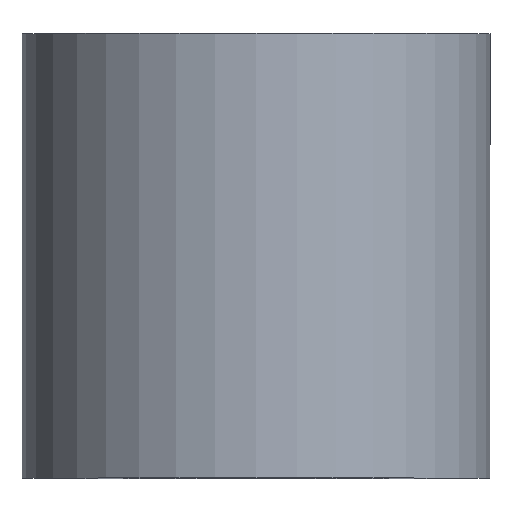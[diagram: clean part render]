
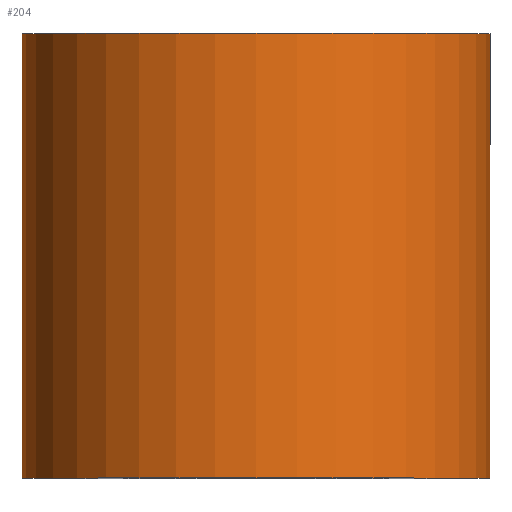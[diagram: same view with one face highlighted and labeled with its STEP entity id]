
A CAD part, top view. The second image highlights one B-rep face of the part: STEP entity #204.
In plain terms, the highlighted cylindrical face has radius 7.5 mm (diameter 15 mm), a partial arc.
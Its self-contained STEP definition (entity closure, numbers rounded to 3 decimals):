
#8 = EDGE_CURVE ( 'NONE', #94, #285, #220, .T. ) ;
#13 = CIRCLE ( 'NONE', #226, 7.5 ) ;
#16 = ORIENTED_EDGE ( 'NONE', *, *, #120, .F. ) ;
#35 = VECTOR ( 'NONE', #240, 1000. ) ;
#40 = CARTESIAN_POINT ( 'NONE',  ( 0., 0., 0. ) ) ;
#44 = DIRECTION ( 'NONE',  ( -1., 0., 0. ) ) ;
#47 = EDGE_CURVE ( 'NONE', #285, #248, #57, .T. ) ;
#49 = CYLINDRICAL_SURFACE ( 'NONE', #205, 7.5 ) ;
#57 = CIRCLE ( 'NONE', #188, 7.5 ) ;
#71 = EDGE_LOOP ( 'NONE', ( #16, #213, #132, #203 ) ) ;
#77 = CARTESIAN_POINT ( 'NONE',  ( -7.5, 0., 0. ) ) ;
#84 = DIRECTION ( 'NONE',  ( 0., -1., 0. ) ) ;
#88 = CARTESIAN_POINT ( 'NONE',  ( -7.5, 14.25, 0. ) ) ;
#91 = CARTESIAN_POINT ( 'NONE',  ( 0., 12.26, 0. ) ) ;
#94 = VERTEX_POINT ( 'NONE', #88 ) ;
#101 = EDGE_CURVE ( 'NONE', #113, #248, #142, .T. ) ;
#102 = CARTESIAN_POINT ( 'NONE',  ( -7.5, 12.26, 0. ) ) ;
#113 = VERTEX_POINT ( 'NONE', #181 ) ;
#120 = EDGE_CURVE ( 'NONE', #94, #113, #13, .T. ) ;
#128 = VECTOR ( 'NONE', #84, 1000. ) ;
#132 = ORIENTED_EDGE ( 'NONE', *, *, #47, .T. ) ;
#142 = LINE ( 'NONE', #219, #128 ) ;
#181 = CARTESIAN_POINT ( 'NONE',  ( 7.5, 14.25, 0. ) ) ;
#182 = DIRECTION ( 'NONE',  ( 0., -1., 0. ) ) ;
#188 = AXIS2_PLACEMENT_3D ( 'NONE', #40, #289, #199 ) ;
#199 = DIRECTION ( 'NONE',  ( -1., 0., 0. ) ) ;
#200 = DIRECTION ( 'NONE',  ( 0., 1., 0. ) ) ;
#203 = ORIENTED_EDGE ( 'NONE', *, *, #101, .F. ) ;
#204 = ADVANCED_FACE ( 'NONE', ( #208 ), #49, .T. ) ;
#205 = AXIS2_PLACEMENT_3D ( 'NONE', #91, #182, #279 ) ;
#208 = FACE_OUTER_BOUND ( 'NONE', #71, .T. ) ;
#213 = ORIENTED_EDGE ( 'NONE', *, *, #8, .T. ) ;
#219 = CARTESIAN_POINT ( 'NONE',  ( 7.5, 12.26, 0. ) ) ;
#220 = LINE ( 'NONE', #102, #35 ) ;
#223 = CARTESIAN_POINT ( 'NONE',  ( 0., 14.25, 0. ) ) ;
#226 = AXIS2_PLACEMENT_3D ( 'NONE', #223, #200, #44 ) ;
#240 = DIRECTION ( 'NONE',  ( 0., -1., 0. ) ) ;
#248 = VERTEX_POINT ( 'NONE', #274 ) ;
#274 = CARTESIAN_POINT ( 'NONE',  ( 7.5, 0., 0. ) ) ;
#279 = DIRECTION ( 'NONE',  ( 1., 0., 0. ) ) ;
#285 = VERTEX_POINT ( 'NONE', #77 ) ;
#289 = DIRECTION ( 'NONE',  ( 0., 1., 0. ) ) ;
